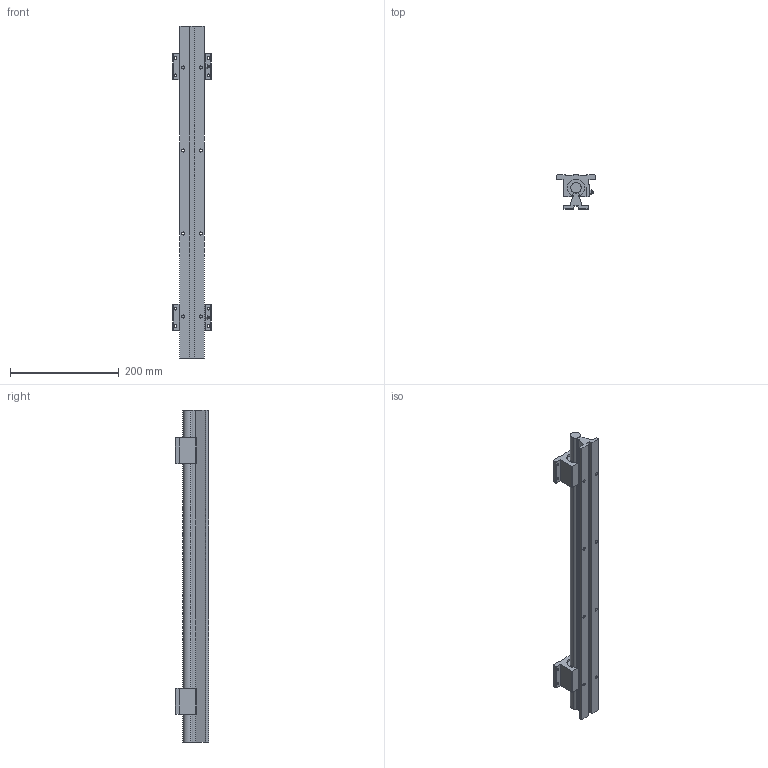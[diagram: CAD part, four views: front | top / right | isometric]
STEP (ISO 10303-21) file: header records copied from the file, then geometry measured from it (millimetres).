
FILE_DESCRIPTION (( 'STEP AP203' ), '1' );
FILE_NAME ('LARSB1-12L24C.step', '2022-08-29T21:37:51', ( '' ), ( '' ), 'SwSTEP 2.0', 'SolidWorks 2021', '' );
FILE_SCHEMA (( 'CONFIG_CONTROL_DESIGN' ));
Length unit declared in the file: inch
Products named in the file (3): LARSACC-005; LARSB1-12L24C-RAIL; LARSB1-12L24C
Assembly tree (3 placements, depth 2):
  LARSB1-12L24C
    LARSB1-12L24C-RAIL
    LARSACC-005  x2
Bounding box: 69.85 x 61.9 x 609.6 mm (x, y, z)
Volume: 665280.9 mm3; surface area: 166001.8 mm2
Topology: 4 solids, 4 shells, 219 faces, 609 edges, 404 vertices
Faces by surface type: plane 125, cylinder 74, cone 20
Entity records: 4713 total; most frequent: CARTESIAN_POINT 807, DIRECTION 754, ORIENTED_EDGE 744, EDGE_CURVE 372, AXIS2_PLACEMENT_3D 258, VERTEX_POINT 247, LINE 238, VECTOR 238
